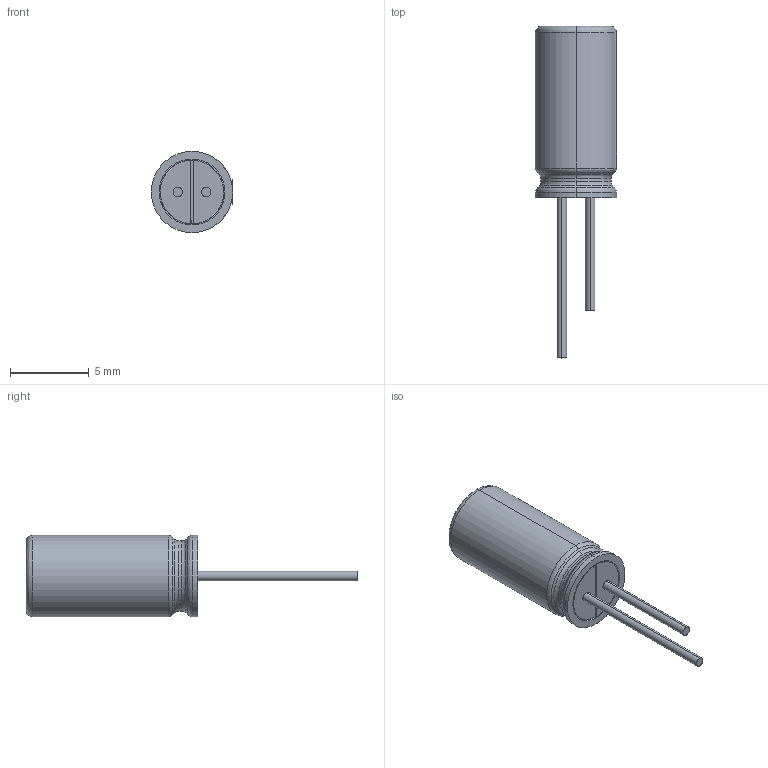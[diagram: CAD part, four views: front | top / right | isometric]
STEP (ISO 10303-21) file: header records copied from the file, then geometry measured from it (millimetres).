
FILE_DESCRIPTION (( 'STEP AP214' ), '1' );
FILE_NAME ('10uF.STEP', '2011-05-25T14:03:26', ( 'admin' ), ( '' ), 'SwSTEP 2.0', 'SolidWorks 2010', '' );
FILE_SCHEMA (( 'AUTOMOTIVE_DESIGN' ));
Length unit declared in the file: millimetre
Products named in the file (1): 10uF
Bounding box: 5.16 x 21.09 x 5.16 mm (x, y, z)
Surface area: 256.7 mm2 (no closed solid volume)
Topology: 0 solids, 6 shells, 87 faces, 203 edges, 129 vertices
Faces by surface type: plane 53, cylinder 20, bspline 10, cone 4
Full cylindrical faces by diameter (mm): 4.03 x1
Entity records: 3640 total; most frequent: CARTESIAN_POINT 700, DIRECTION 402, ORIENTED_EDGE 387, EDGE_CURVE 204, AXIS2_PLACEMENT_3D 140, VERTEX_POINT 130, LINE 122, VECTOR 122
